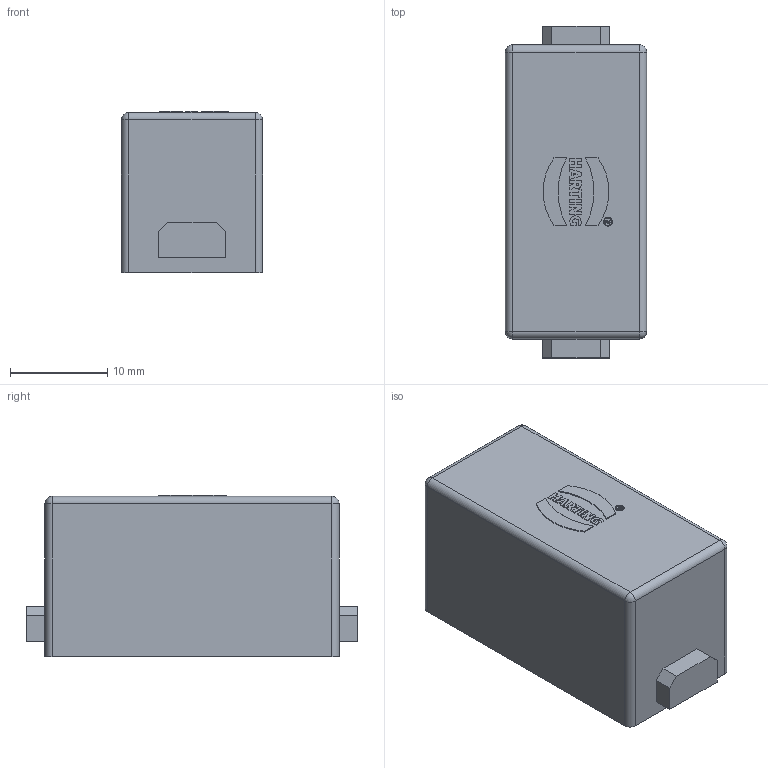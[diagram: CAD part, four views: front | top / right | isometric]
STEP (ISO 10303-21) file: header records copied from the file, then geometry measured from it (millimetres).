
FILE_DESCRIPTION(/* description */ (''),/* implementation_level */ '2;1');
FILE_NAME(/* name */ '100541251ugm000_b.stp',/* time_stamp */ '2017-10-27T12:16:02+02:00',/* author */ (''),/* organization */ (''),/* preprocessor_version */ 'ST-DEVELOPER v16',/* originating_system */ 'SIEMENS PLM Software NX 10.0',/* authorisation */ '');
FILE_SCHEMA (('AUTOMOTIVE_DESIGN { 1 0 10303 214 3 1 1 1 }'));
Length unit declared in the file: millimetre
Products named in the file (1): 100541251ugm000_b
Bounding box: 14.55 x 34.2 x 16.6 mm (x, y, z)
Volume: 2824.5 mm3; surface area: 3522.8 mm2
Topology: 1 solids, 1 shells, 151 faces, 464 edges, 412 vertices
Faces by surface type: plane 115, cylinder 26, bspline 4, sphere 4, extrusion 2
Full cylindrical faces by diameter (mm): 0.77 x1, 0.91 x1
Entity records: 6048 total; most frequent: CARTESIAN_POINT 1030, DIRECTION 804, ORIENTED_EDGE 734, VECTOR 388, LINE 386, EDGE_CURVE 367, VERTEX_POINT 238, AXIS2_PLACEMENT_3D 208
